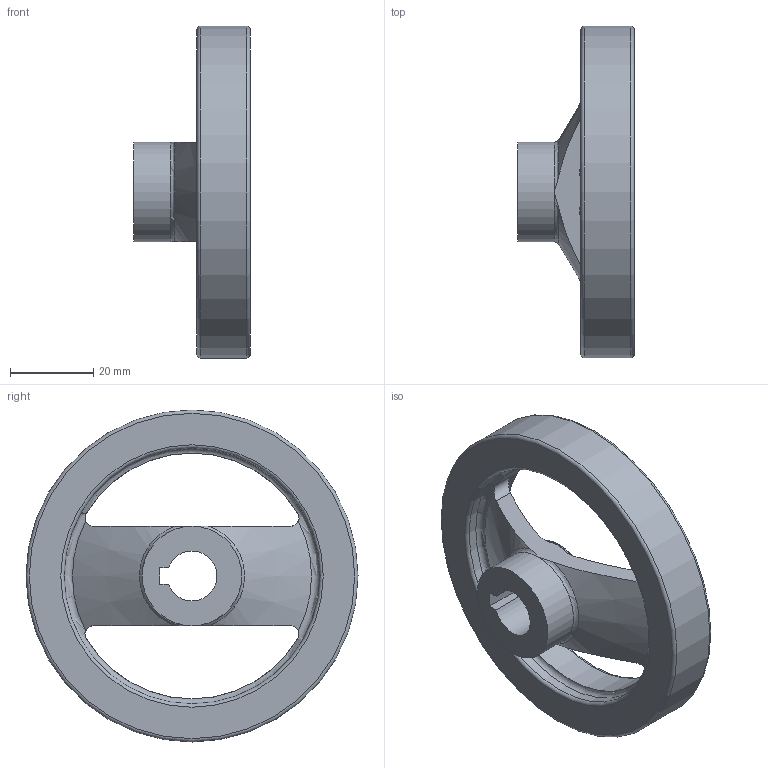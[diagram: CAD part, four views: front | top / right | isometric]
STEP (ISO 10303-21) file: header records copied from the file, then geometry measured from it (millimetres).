
FILE_DESCRIPTION( ( 'STEP AP214' ), '1' );
FILE_NAME( 'K0162.1080X12_ohne_Zylindergriff__Nabe_mit_Nut.stp', '2020-11-26T10:22:45', ( '' ), ( '' ), ' ', 'PARTsolutions', ' ' );
FILE_SCHEMA( ( 'AUTOMOTIVE_DESIGN { 1 0 10303 214 1 1 1 1 }' ) );
Length unit declared in the file: millimetre
Products named in the file (1): _K0162.1080X12_ohne Zylindergriff, Nabe mit Nut
Bounding box: 28 x 80 x 80 mm (x, y, z)
Volume: 37921.8 mm3; surface area: 14256.5 mm2
Topology: 1 solids, 1 shells, 32 faces, 84 edges, 52 vertices
Faces by surface type: cylinder 10, plane 9, torus 9, cone 4
Full cylindrical faces by diameter (mm): 24 x2, 59.2 x1, 61.64 x1, 80 x1
Entity records: 1436 total; most frequent: CARTESIAN_POINT 445, ORIENTED_EDGE 146, DIRECTION 138, EDGE_CURVE 73, AXIS2_PLACEMENT_3D 60, VERTEX_POINT 51, EDGE_LOOP 46, FACE_OUTER_BOUND 42
